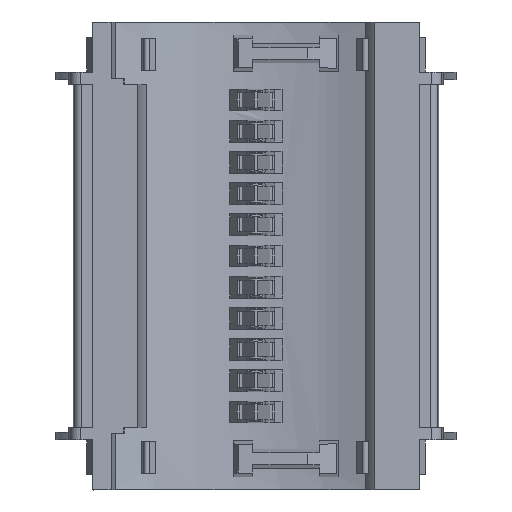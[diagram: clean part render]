
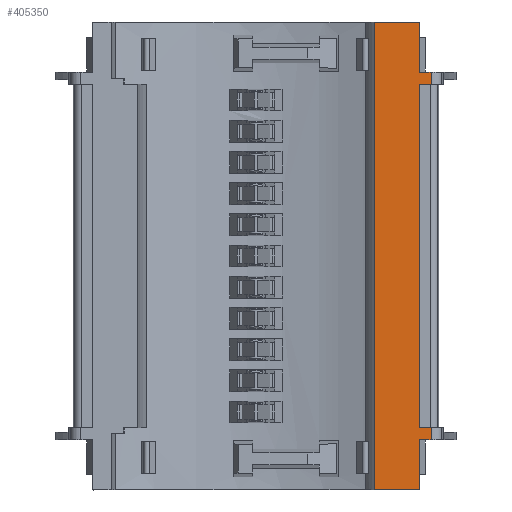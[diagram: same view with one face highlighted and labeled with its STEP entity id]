
A CAD part, front view. The second image highlights one B-rep face of the part: STEP entity #405350.
In plain terms, the highlighted planar face has unit normal (0, -1, 0).
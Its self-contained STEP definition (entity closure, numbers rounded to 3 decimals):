
#397390=CARTESIAN_POINT('',(34.838,38.9,
16.3));
#397400=VERTEX_POINT('',#397390);
#397430=CARTESIAN_POINT('',(34.838,38.9,
40.75));
#397440=DIRECTION('',(0.,0.,-1.));
#397450=VECTOR('',#397440,1.);
#397460=LINE('',#397430,#397450);
#397470=CARTESIAN_POINT('',(34.838,38.9,
105.95));
#397480=VERTEX_POINT('',#397470);
#397490=EDGE_CURVE('',#397480,#397400,#397460,.T.);
#403990=CARTESIAN_POINT('',(34.838,38.9,
40.75));
#404000=DIRECTION('',(0.,1.,0.));
#404010=DIRECTION('',(1.,0.,0.));
#404020=AXIS2_PLACEMENT_3D('',#403990,#404000,#404010);
#404030=PLANE('',#404020);
#404040=CARTESIAN_POINT('',(-49.479,38.9,
16.3));
#404050=DIRECTION('',(-1.,0.,0.));
#404060=VECTOR('',#404050,1.);
#404070=LINE('',#404040,#404060);
#404080=CARTESIAN_POINT('',(37.879,38.9,
16.3));
#404090=VERTEX_POINT('',#404080);
#404100=EDGE_CURVE('',#404090,#397400,#404070,.T.);
#404110=ORIENTED_EDGE('',*,*,#404100,.T.);
#404120=CARTESIAN_POINT('',(37.879,38.9,
13.075));
#404130=DIRECTION('',(0.,0.,1.));
#404140=VECTOR('',#404130,1.);
#404150=LINE('',#404120,#404140);
#404160=CARTESIAN_POINT('',(37.879,38.9,
13.075));
#404170=VERTEX_POINT('',#404160);
#404180=EDGE_CURVE('',#404170,#404090,#404150,.T.);
#404190=ORIENTED_EDGE('',*,*,#404180,.T.);
#404200=CARTESIAN_POINT('',(-49.479,38.9,
13.075));
#404210=DIRECTION('',(1.,0.,0.));
#404220=VECTOR('',#404210,1.);
#404230=LINE('',#404200,#404220);
#404240=CARTESIAN_POINT('',(34.844,38.9,
13.075));
#404250=VERTEX_POINT('',#404240);
#404260=EDGE_CURVE('',#404250,#404170,#404230,.T.);
#404270=ORIENTED_EDGE('',*,*,#404260,.T.);
#404280=CARTESIAN_POINT('',(34.838,38.9,
24.45));
#404290=DIRECTION('',(0.,1.,0.));
#404300=DIRECTION('',(1.,0.,0.));
#404310=AXIS2_PLACEMENT_3D('',#404280,#404290,#404300);
#404320=PLANE('',#404310);
#404330=CARTESIAN_POINT('',(-288.154,40.019,
16.3));
#404340=DIRECTION('',(0.,0.,1.));
#404350=DIRECTION('',(1.,0.,0.));
#404360=AXIS2_PLACEMENT_3D('',#404330,#404340,#404350);
#404370=CYLINDRICAL_SURFACE('',#404360,323.);
#404380=CARTESIAN_POINT('',(34.844,38.9,
13.075));
#404390=CARTESIAN_POINT('',(34.844,38.9,
11.985));
#404400=CARTESIAN_POINT('',(34.844,38.9,
10.896));
#404410=CARTESIAN_POINT('',(34.844,38.9,
9.806));
#404420=CARTESIAN_POINT('',(34.844,38.9,
8.717));
#404430=CARTESIAN_POINT('',(34.844,38.9,
7.627));
#404440=CARTESIAN_POINT('',(34.844,38.9,
6.538));
#404450=CARTESIAN_POINT('',(34.844,38.9,
5.448));
#404460=CARTESIAN_POINT('',(34.844,38.9,
4.358));
#404470=CARTESIAN_POINT('',(34.844,38.9,
3.269));
#404480=CARTESIAN_POINT('',(34.844,38.9,
2.179));
#404490=CARTESIAN_POINT('',(34.844,38.9,
1.09));
#404500=CARTESIAN_POINT('',(34.844,38.9,
0.));
#404510=B_SPLINE_CURVE_WITH_KNOTS('',3,(#404380,#404390,#404400,#404410,
#404420,#404430,#404440,#404450,#404460,#404470,#404480,#404490,#404500)
,.UNSPECIFIED.,.F.,.F.,(4,3,3,3,4),(0.,3.269,6.538
,9.806,13.075),.UNSPECIFIED.);
#404520=SURFACE_CURVE('',#404510,(#404320,#404370),.CURVE_3D.);
#404530=CARTESIAN_POINT('',(34.844,38.9,
0.));
#404540=VERTEX_POINT('',#404530);
#404550=EDGE_CURVE('',#404250,#404540,#404520,.T.);
#404560=ORIENTED_EDGE('',*,*,#404550,.F.);
#404570=CARTESIAN_POINT('',(-49.479,38.9,
0.));
#404580=DIRECTION('',(-1.,0.,0.));
#404590=VECTOR('',#404580,1.);
#404600=LINE('',#404570,#404590);
#404610=CARTESIAN_POINT('',(22.979,38.9,
0.));
#404620=VERTEX_POINT('',#404610);
#404630=EDGE_CURVE('',#404540,#404620,#404600,.T.);
#404640=ORIENTED_EDGE('',*,*,#404630,.F.);
#404650=CARTESIAN_POINT('',(22.979,38.9,
40.75));
#404660=DIRECTION('',(0.,0.,-1.));
#404670=VECTOR('',#404660,1.);
#404680=LINE('',#404650,#404670);
#404690=CARTESIAN_POINT('',(22.979,38.9,
122.25));
#404700=VERTEX_POINT('',#404690);
#404710=EDGE_CURVE('',#404700,#404620,#404680,.T.);
#404720=ORIENTED_EDGE('',*,*,#404710,.T.);
#404730=CARTESIAN_POINT('',(-49.479,38.9,
122.25));
#404740=DIRECTION('',(-1.,0.,0.));
#404750=VECTOR('',#404740,1.);
#404760=LINE('',#404730,#404750);
#404770=CARTESIAN_POINT('',(34.844,38.9,
122.25));
#404780=VERTEX_POINT('',#404770);
#404790=EDGE_CURVE('',#404780,#404700,#404760,.T.);
#404800=ORIENTED_EDGE('',*,*,#404790,.T.);
#404810=CARTESIAN_POINT('',(34.838,38.9,
81.5));
#404820=DIRECTION('',(0.,1.,0.));
#404830=DIRECTION('',(1.,0.,0.));
#404840=AXIS2_PLACEMENT_3D('',#404810,#404820,#404830);
#404850=PLANE('',#404840);
#404860=CARTESIAN_POINT('',(-288.154,40.019,
105.95));
#404870=DIRECTION('',(0.,0.,-1.));
#404880=DIRECTION('',(1.,0.,0.));
#404890=AXIS2_PLACEMENT_3D('',#404860,#404870,#404880);
#404900=CYLINDRICAL_SURFACE('',#404890,323.);
#404910=CARTESIAN_POINT('',(34.844,38.9,
109.175));
#404920=CARTESIAN_POINT('',(34.844,38.9,
110.265));
#404930=CARTESIAN_POINT('',(34.844,38.9,
111.354));
#404940=CARTESIAN_POINT('',(34.844,38.9,
112.444));
#404950=CARTESIAN_POINT('',(34.844,38.9,
113.533));
#404960=CARTESIAN_POINT('',(34.844,38.9,
114.623));
#404970=CARTESIAN_POINT('',(34.844,38.9,
115.713));
#404980=CARTESIAN_POINT('',(34.844,38.9,
116.802));
#404990=CARTESIAN_POINT('',(34.844,38.9,
117.892));
#405000=CARTESIAN_POINT('',(34.844,38.9,
118.981));
#405010=CARTESIAN_POINT('',(34.844,38.9,
120.071));
#405020=CARTESIAN_POINT('',(34.844,38.9,
121.161));
#405030=CARTESIAN_POINT('',(34.844,38.9,
122.25));
#405040=B_SPLINE_CURVE_WITH_KNOTS('',3,(#404910,#404920,#404930,#404940,
#404950,#404960,#404970,#404980,#404990,#405000,#405010,#405020,#405030)
,.UNSPECIFIED.,.F.,.F.,(4,3,3,3,4),(0.,3.269,6.538
,9.806,13.075),.UNSPECIFIED.);
#405050=SURFACE_CURVE('',#405040,(#404850,#404900),.CURVE_3D.);
#405060=CARTESIAN_POINT('',(34.844,38.9,
109.175));
#405070=VERTEX_POINT('',#405060);
#405080=EDGE_CURVE('',#405070,#404780,#405050,.T.);
#405090=ORIENTED_EDGE('',*,*,#405080,.T.);
#405100=CARTESIAN_POINT('',(-49.479,38.9,
109.175));
#405110=DIRECTION('',(1.,0.,0.));
#405120=VECTOR('',#405110,1.);
#405130=LINE('',#405100,#405120);
#405140=CARTESIAN_POINT('',(37.879,38.9,
109.175));
#405150=VERTEX_POINT('',#405140);
#405160=EDGE_CURVE('',#405070,#405150,#405130,.T.);
#405170=ORIENTED_EDGE('',*,*,#405160,.F.);
#405180=CARTESIAN_POINT('',(37.879,38.9,
109.175));
#405190=DIRECTION('',(0.,0.,-1.));
#405200=VECTOR('',#405190,1.);
#405210=LINE('',#405180,#405200);
#405220=CARTESIAN_POINT('',(37.879,38.9,
105.95));
#405230=VERTEX_POINT('',#405220);
#405240=EDGE_CURVE('',#405150,#405230,#405210,.T.);
#405250=ORIENTED_EDGE('',*,*,#405240,.F.);
#405260=CARTESIAN_POINT('',(-49.479,38.9,
105.95));
#405270=DIRECTION('',(1.,0.,0.));
#405280=VECTOR('',#405270,1.);
#405290=LINE('',#405260,#405280);
#405300=EDGE_CURVE('',#397480,#405230,#405290,.T.);
#405310=ORIENTED_EDGE('',*,*,#405300,.T.);
#405320=ORIENTED_EDGE('',*,*,#397490,.F.);
#405330=EDGE_LOOP('',(#405320,#405310,#405250,#405170,#405090,#404800,
#404720,#404640,#404560,#404270,#404190,#404110));
#405340=FACE_OUTER_BOUND('',#405330,.T.);
#405350=ADVANCED_FACE('',(#405340),#404030,.F.);
